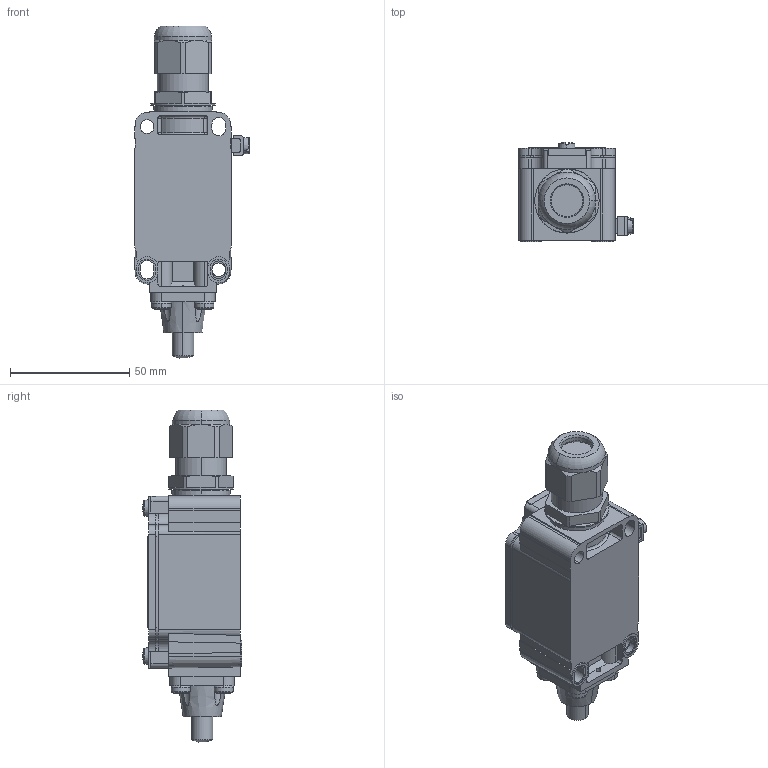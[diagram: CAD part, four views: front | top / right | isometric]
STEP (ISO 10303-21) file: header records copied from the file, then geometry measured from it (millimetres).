
FILE_DESCRIPTION (( 'STEP AP203' ), '1' );
FILE_NAME ('8074_1-1-S.STEP', '2014-04-08T10:10:32', ( 'Admin' ), ( 'R. STAHL AG' ), 'SwSTEP 2.0', 'SolidWorks 2013', '' );
FILE_SCHEMA (( 'CONFIG_CONTROL_DESIGN' ));
Length unit declared in the file: millimetre
Products named in the file (17): slotted cheese head screw_din_ISO 1207 - M4 x 8 --- 8N; 8074_0_077_071_0_Bolzen; 81_610_77_01_0_Stutzen_Vereinfacht; 8074_0_077_071_0_Schraube; 81_610_77_01_0_Dichtung; 8074_0_077_071_0_Vorsatz S; 81_610_77_01_0_Hutmutter_Vereinfacht; Gehaeuse; Anschlussgewindedichtung_M20; Deckel; Staubschutzkappe_M20; Schraube; 81_610_77_01_0_Vereinfacht; Schild; 8074_1-1-S; Erdung; 8074_0_077_071_0_Vorsatz
Assembly tree (20 placements, depth 3):
  8074_1-1-S
    8074_0_077_071_0_Vorsatz S
      8074_0_077_071_0_Vorsatz
      8074_0_077_071_0_Bolzen
      8074_0_077_071_0_Schraube  x4
    Gehaeuse
    Deckel
    Schraube  x2
    Schild
    Erdung
    slotted cheese head screw_din_ISO 1207 - M4 x 8 --- 8N
    81_610_77_01_0_Vereinfacht
      81_610_77_01_0_Stutzen_Vereinfacht
      81_610_77_01_0_Dichtung
      81_610_77_01_0_Hutmutter_Vereinfacht
      Anschlussgewindedichtung_M20
      Staubschutzkappe_M20
Bounding box: 48.1 x 41.55 x 139.18 mm (x, y, z)
Volume: 41665.7 mm3; surface area: 52342.3 mm2
Topology: 14 solids, 24 shells, 839 faces, 2215 edges, 1434 vertices
Faces by surface type: plane 357, cylinder 269, bspline 106, cone 89, torus 14, sphere 4
Entity records: 25353 total; most frequent: CARTESIAN_POINT 7836, ORIENTED_EDGE 3286, DIRECTION 3196, EDGE_CURVE 1659, AXIS2_PLACEMENT_3D 1144, VERTEX_POINT 1079, VECTOR 908, LINE 908
